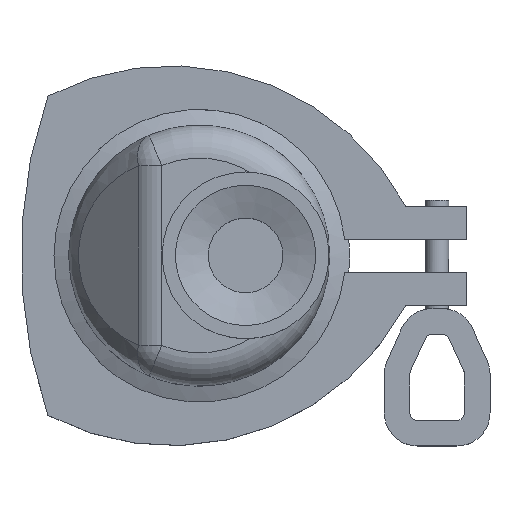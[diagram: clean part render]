
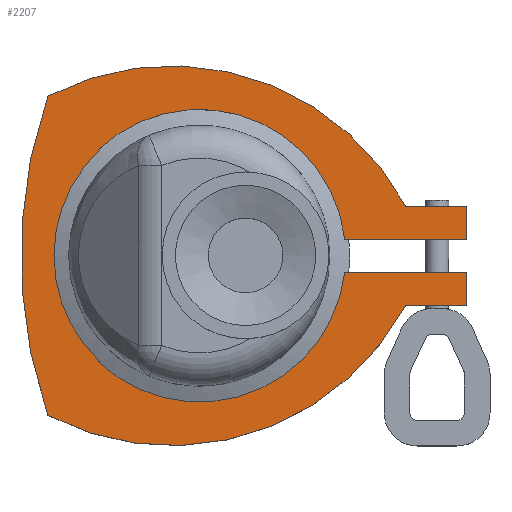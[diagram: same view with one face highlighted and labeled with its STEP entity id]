
A CAD part, top view. The second image highlights one B-rep face of the part: STEP entity #2207.
In plain terms, the highlighted planar face has unit normal (0, 0, 1).
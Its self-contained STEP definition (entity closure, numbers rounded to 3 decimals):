
#141=LINE('',#3416,#293);
#149=LINE('',#3440,#301);
#151=LINE('',#3443,#303);
#159=LINE('',#3475,#311);
#173=LINE('',#3505,#325);
#177=LINE('',#3512,#329);
#183=LINE('',#3535,#335);
#186=LINE('',#3548,#338);
#293=VECTOR('',#2745,36.984);
#301=VECTOR('',#2769,18.482);
#303=VECTOR('',#2773,10.);
#311=VECTOR('',#2801,0.299);
#325=VECTOR('',#2829,10.);
#329=VECTOR('',#2835,18.482);
#335=VECTOR('',#2859,36.984);
#338=VECTOR('',#2870,0.299);
#453=PLANE('',#2401);
#605=FACE_OUTER_BOUND('',#755,.T.);
#755=EDGE_LOOP('',(#1845,#1846,#1847,#1848,#1849,#1850,#1851,#1852,#1853,
#1854,#1855,#1856,#1857,#1858));
#870=CIRCLE('',#2358,80.5);
#872=CIRCLE('',#2363,44.299);
#878=CIRCLE('',#2380,44.299);
#881=CIRCLE('',#2385,80.5);
#887=CIRCLE('',#2398,44.);
#888=CIRCLE('',#2400,147.);
#1030=VERTEX_POINT('',#3413);
#1031=VERTEX_POINT('',#3415);
#1036=VERTEX_POINT('',#3430);
#1038=VERTEX_POINT('',#3434);
#1039=VERTEX_POINT('',#3438);
#1041=VERTEX_POINT('',#3447);
#1050=VERTEX_POINT('',#3473);
#1058=VERTEX_POINT('',#3502);
#1059=VERTEX_POINT('',#3504);
#1061=VERTEX_POINT('',#3510);
#1062=VERTEX_POINT('',#3514);
#1063=VERTEX_POINT('',#3516);
#1069=VERTEX_POINT('',#3530);
#1072=VERTEX_POINT('',#3547);
#1270=EDGE_CURVE('',#1030,#1031,#141,.T.);
#1280=EDGE_CURVE('',#1038,#1036,#870,.T.);
#1282=EDGE_CURVE('',#1039,#1038,#149,.T.);
#1284=EDGE_CURVE('',#1031,#1039,#151,.T.);
#1287=EDGE_CURVE('',#1041,#1030,#872,.T.);
#1299=EDGE_CURVE('',#1050,#1041,#159,.T.);
#1314=EDGE_CURVE('',#1059,#1058,#173,.T.);
#1318=EDGE_CURVE('',#1058,#1061,#177,.T.);
#1320=EDGE_CURVE('',#1063,#1062,#878,.T.);
#1327=EDGE_CURVE('',#1061,#1069,#881,.T.);
#1329=EDGE_CURVE('',#1062,#1059,#183,.T.);
#1335=EDGE_CURVE('',#1072,#1063,#186,.T.);
#1341=EDGE_CURVE('',#1072,#1050,#887,.T.);
#1342=EDGE_CURVE('',#1069,#1036,#888,.T.);
#1845=ORIENTED_EDGE('',*,*,#1335,.T.);
#1846=ORIENTED_EDGE('',*,*,#1320,.T.);
#1847=ORIENTED_EDGE('',*,*,#1329,.T.);
#1848=ORIENTED_EDGE('',*,*,#1314,.T.);
#1849=ORIENTED_EDGE('',*,*,#1318,.T.);
#1850=ORIENTED_EDGE('',*,*,#1327,.T.);
#1851=ORIENTED_EDGE('',*,*,#1342,.T.);
#1852=ORIENTED_EDGE('',*,*,#1280,.F.);
#1853=ORIENTED_EDGE('',*,*,#1282,.F.);
#1854=ORIENTED_EDGE('',*,*,#1284,.F.);
#1855=ORIENTED_EDGE('',*,*,#1270,.F.);
#1856=ORIENTED_EDGE('',*,*,#1287,.F.);
#1857=ORIENTED_EDGE('',*,*,#1299,.F.);
#1858=ORIENTED_EDGE('',*,*,#1341,.F.);
#2207=ADVANCED_FACE('',(#605),#453,.T.);
#2358=AXIS2_PLACEMENT_3D('',#3436,#2764,#2765);
#2363=AXIS2_PLACEMENT_3D('',#3449,#2779,#2780);
#2380=AXIS2_PLACEMENT_3D('',#3517,#2839,#2840);
#2385=AXIS2_PLACEMENT_3D('',#3532,#2853,#2854);
#2398=AXIS2_PLACEMENT_3D('',#3559,#2886,#2887);
#2400=AXIS2_PLACEMENT_3D('',#3561,#2890,#2891);
#2401=AXIS2_PLACEMENT_3D('',#3562,#2892,#2893);
#2745=DIRECTION('',(1.,0.,0.));
#2764=DIRECTION('center_axis',(0.,0.,-1.));
#2765=DIRECTION('ref_axis',(-0.882,0.472,0.));
#2769=DIRECTION('',(-1.,0.,0.));
#2773=DIRECTION('',(0.,-1.,0.));
#2779=DIRECTION('center_axis',(0.,0.,1.));
#2780=DIRECTION('ref_axis',(0.994,-0.113,0.));
#2801=DIRECTION('',(-0.689,-0.725,0.));
#2829=DIRECTION('',(0.,1.,0.));
#2835=DIRECTION('',(-1.,0.,0.));
#2839=DIRECTION('center_axis',(0.,0.,-1.));
#2840=DIRECTION('ref_axis',(0.994,0.113,0.));
#2853=DIRECTION('center_axis',(0.,0.,1.));
#2854=DIRECTION('ref_axis',(-0.882,-0.472,0.));
#2859=DIRECTION('',(1.,0.,0.));
#2870=DIRECTION('',(-0.689,0.725,0.));
#2886=DIRECTION('center_axis',(0.,0.,1.));
#2887=DIRECTION('ref_axis',(0.689,0.725,0.));
#2890=DIRECTION('center_axis',(0.,0.,1.));
#2891=DIRECTION('ref_axis',(-0.945,0.328,0.));
#2892=DIRECTION('center_axis',(0.,0.,1.));
#2893=DIRECTION('ref_axis',(1.,0.,0.));
#3413=CARTESIAN_POINT('',(44.016,-5.,9.));
#3415=CARTESIAN_POINT('',(81.,-5.,9.));
#3416=CARTESIAN_POINT('',(81.,-5.,9.));
#3430=CARTESIAN_POINT('',(-45.843,-48.287,9.));
#3434=CARTESIAN_POINT('',(62.518,-15.,9.));
#3436=CARTESIAN_POINT('Origin',(-8.448,23.,9.));
#3438=CARTESIAN_POINT('',(81.,-15.,9.));
#3440=CARTESIAN_POINT('',(62.518,-15.,9.));
#3443=CARTESIAN_POINT('',(81.,-15.,9.));
#3447=CARTESIAN_POINT('',(-30.5,-32.127,9.));
#3449=CARTESIAN_POINT('Origin',(0.,0.,9.));
#3473=CARTESIAN_POINT('',(-30.294,-31.91,9.));
#3475=CARTESIAN_POINT('',(-30.294,-31.91,9.));
#3502=CARTESIAN_POINT('',(81.,15.,9.));
#3504=CARTESIAN_POINT('',(81.,5.,9.));
#3505=CARTESIAN_POINT('',(81.,15.,9.));
#3510=CARTESIAN_POINT('',(62.518,15.,9.));
#3512=CARTESIAN_POINT('',(62.518,15.,9.));
#3514=CARTESIAN_POINT('',(44.016,5.,9.));
#3516=CARTESIAN_POINT('',(-30.5,32.127,9.));
#3517=CARTESIAN_POINT('Origin',(0.,0.,9.));
#3530=CARTESIAN_POINT('',(-45.843,48.287,9.));
#3532=CARTESIAN_POINT('Origin',(-8.448,-23.,9.));
#3535=CARTESIAN_POINT('',(81.,5.,9.));
#3547=CARTESIAN_POINT('',(-30.294,31.91,9.));
#3548=CARTESIAN_POINT('',(-30.294,31.91,9.));
#3559=CARTESIAN_POINT('Origin',(0.,0.,9.));
#3561=CARTESIAN_POINT('Origin',(93.,0.,9.));
#3562=CARTESIAN_POINT('Origin',(-44.616,23.449,9.));
